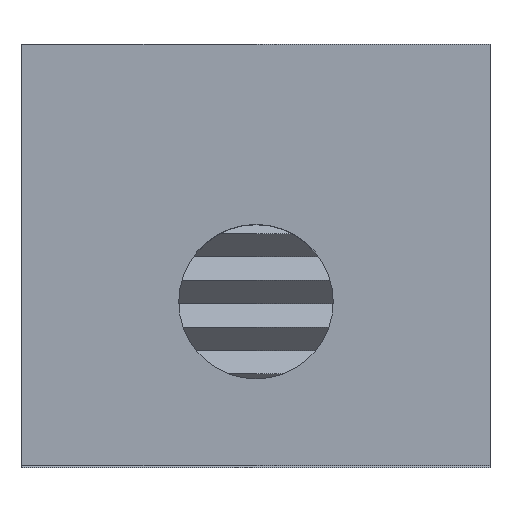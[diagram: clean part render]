
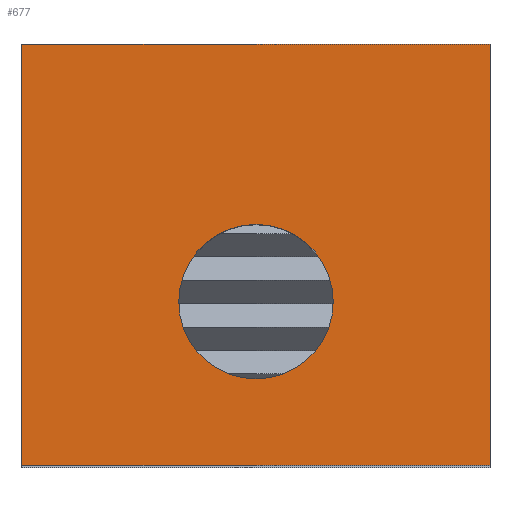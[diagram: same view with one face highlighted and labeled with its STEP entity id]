
A CAD part, top view. The second image highlights one B-rep face of the part: STEP entity #677.
In plain terms, the highlighted planar face has unit normal (0, 0, 1).
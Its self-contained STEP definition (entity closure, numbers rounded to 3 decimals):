
#19=FACE_BOUND('',#100,.T.);
#28=CIRCLE('',#722,1.65);
#59=FACE_OUTER_BOUND('',#99,.T.);
#99=EDGE_LOOP('',(#571,#572,#573,#574));
#100=EDGE_LOOP('',(#575));
#177=LINE('',#1069,#262);
#179=LINE('',#1073,#264);
#181=LINE('',#1077,#266);
#183=LINE('',#1080,#268);
#262=VECTOR('',#875,10.);
#264=VECTOR('',#879,10.);
#266=VECTOR('',#883,10.);
#268=VECTOR('',#887,10.);
#325=VERTEX_POINT('',#1054);
#330=VERTEX_POINT('',#1066);
#331=VERTEX_POINT('',#1068);
#332=VERTEX_POINT('',#1072);
#333=VERTEX_POINT('',#1076);
#409=EDGE_CURVE('',#325,#325,#28,.T.);
#415=EDGE_CURVE('',#331,#330,#177,.T.);
#417=EDGE_CURVE('',#332,#331,#179,.T.);
#419=EDGE_CURVE('',#333,#332,#181,.T.);
#421=EDGE_CURVE('',#330,#333,#183,.T.);
#571=ORIENTED_EDGE('',*,*,#421,.T.);
#572=ORIENTED_EDGE('',*,*,#419,.T.);
#573=ORIENTED_EDGE('',*,*,#417,.T.);
#574=ORIENTED_EDGE('',*,*,#415,.T.);
#575=ORIENTED_EDGE('',*,*,#409,.T.);
#641=PLANE('',#728);
#677=ADVANCED_FACE('',(#59,#19),#641,.T.);
#722=AXIS2_PLACEMENT_3D('',#1055,#864,#865);
#728=AXIS2_PLACEMENT_3D('',#1081,#888,#889);
#864=DIRECTION('center_axis',(0.,0.,-1.));
#865=DIRECTION('ref_axis',(-1.,0.,0.));
#875=DIRECTION('',(0.,-1.,0.));
#879=DIRECTION('',(-1.,0.,0.));
#883=DIRECTION('',(0.,1.,0.));
#887=DIRECTION('',(1.,0.,0.));
#888=DIRECTION('center_axis',(0.,0.,1.));
#889=DIRECTION('ref_axis',(1.,0.,0.));
#1054=CARTESIAN_POINT('',(6.65,3.5,28.5));
#1055=CARTESIAN_POINT('Origin',(5.,3.5,28.5));
#1066=CARTESIAN_POINT('',(0.,0.,28.5));
#1068=CARTESIAN_POINT('',(0.,9.,28.5));
#1069=CARTESIAN_POINT('',(0.,9.,28.5));
#1072=CARTESIAN_POINT('',(10.,9.,28.5));
#1073=CARTESIAN_POINT('',(10.,9.,28.5));
#1076=CARTESIAN_POINT('',(10.,0.,28.5));
#1077=CARTESIAN_POINT('',(10.,0.,28.5));
#1080=CARTESIAN_POINT('',(0.,0.,28.5));
#1081=CARTESIAN_POINT('Origin',(5.,4.5,28.5));
